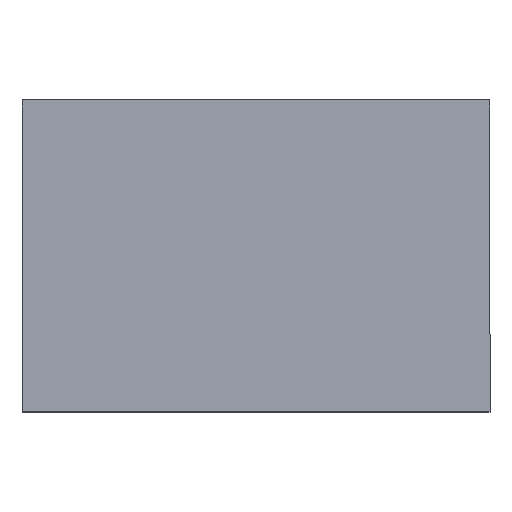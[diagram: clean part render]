
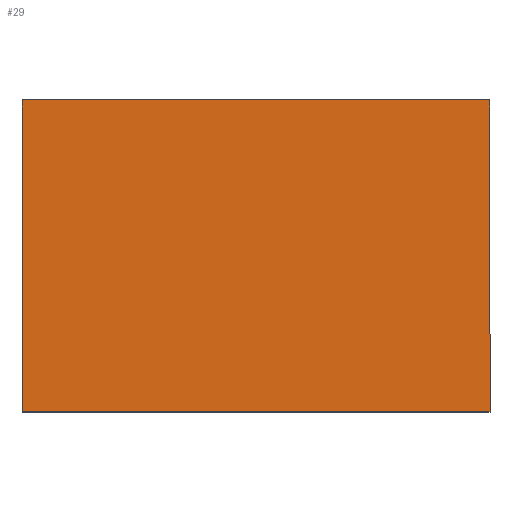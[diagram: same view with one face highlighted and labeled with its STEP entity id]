
A CAD part, top view. The second image highlights one B-rep face of the part: STEP entity #29.
In plain terms, the highlighted planar face has unit normal (0, 0, 1).
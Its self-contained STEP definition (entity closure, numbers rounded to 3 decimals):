
#4 = CARTESIAN_POINT ( 'NONE',  ( 22.5, -15., 2.5 ) ) ;
#5 = DIRECTION ( 'NONE',  ( 0., 0., 1. ) ) ;
#9 = CARTESIAN_POINT ( 'NONE',  ( 22.5, 15., 2.5 ) ) ;
#10 = EDGE_CURVE ( 'NONE', #38, #151, #41, .T. ) ;
#25 = PLANE ( 'NONE',  #174 ) ;
#29 = ADVANCED_FACE ( 'NONE', ( #191 ), #25, .T. ) ;
#38 = VERTEX_POINT ( 'NONE', #159 ) ;
#39 = ORIENTED_EDGE ( 'NONE', *, *, #139, .T. ) ;
#41 = LINE ( 'NONE', #226, #156 ) ;
#42 = LINE ( 'NONE', #138, #183 ) ;
#44 = DIRECTION ( 'NONE',  ( 0., 1., 0. ) ) ;
#55 = VECTOR ( 'NONE', #44, 1000. ) ;
#61 = DIRECTION ( 'NONE',  ( -1., 0., 0. ) ) ;
#64 = VERTEX_POINT ( 'NONE', #4 ) ;
#71 = EDGE_CURVE ( 'NONE', #133, #64, #178, .T. ) ;
#78 = EDGE_CURVE ( 'NONE', #64, #38, #83, .T. ) ;
#82 = DIRECTION ( 'NONE',  ( 1., 0., 0. ) ) ;
#83 = LINE ( 'NONE', #9, #55 ) ;
#86 = CARTESIAN_POINT ( 'NONE',  ( -22.5, -15., 2.5 ) ) ;
#90 = EDGE_LOOP ( 'NONE', ( #39, #132, #170, #95 ) ) ;
#95 = ORIENTED_EDGE ( 'NONE', *, *, #10, .T. ) ;
#98 = DIRECTION ( 'NONE',  ( 1., 0., 0. ) ) ;
#99 = CARTESIAN_POINT ( 'NONE',  ( -22.5, -15., 2.5 ) ) ;
#104 = CARTESIAN_POINT ( 'NONE',  ( -22.5, -15., 2.5 ) ) ;
#125 = CARTESIAN_POINT ( 'NONE',  ( -22.5, 15., 2.5 ) ) ;
#132 = ORIENTED_EDGE ( 'NONE', *, *, #71, .T. ) ;
#133 = VERTEX_POINT ( 'NONE', #86 ) ;
#138 = CARTESIAN_POINT ( 'NONE',  ( -22.5, 15., 2.5 ) ) ;
#139 = EDGE_CURVE ( 'NONE', #151, #133, #42, .T. ) ;
#151 = VERTEX_POINT ( 'NONE', #125 ) ;
#156 = VECTOR ( 'NONE', #61, 1000. ) ;
#159 = CARTESIAN_POINT ( 'NONE',  ( 22.5, 15., 2.5 ) ) ;
#170 = ORIENTED_EDGE ( 'NONE', *, *, #78, .T. ) ;
#174 = AXIS2_PLACEMENT_3D ( 'NONE', #99, #5, #82 ) ;
#178 = LINE ( 'NONE', #104, #193 ) ;
#183 = VECTOR ( 'NONE', #229, 1000. ) ;
#191 = FACE_OUTER_BOUND ( 'NONE', #90, .T. ) ;
#193 = VECTOR ( 'NONE', #98, 1000. ) ;
#226 = CARTESIAN_POINT ( 'NONE',  ( -22.5, 15., 2.5 ) ) ;
#229 = DIRECTION ( 'NONE',  ( 0., -1., 0. ) ) ;
